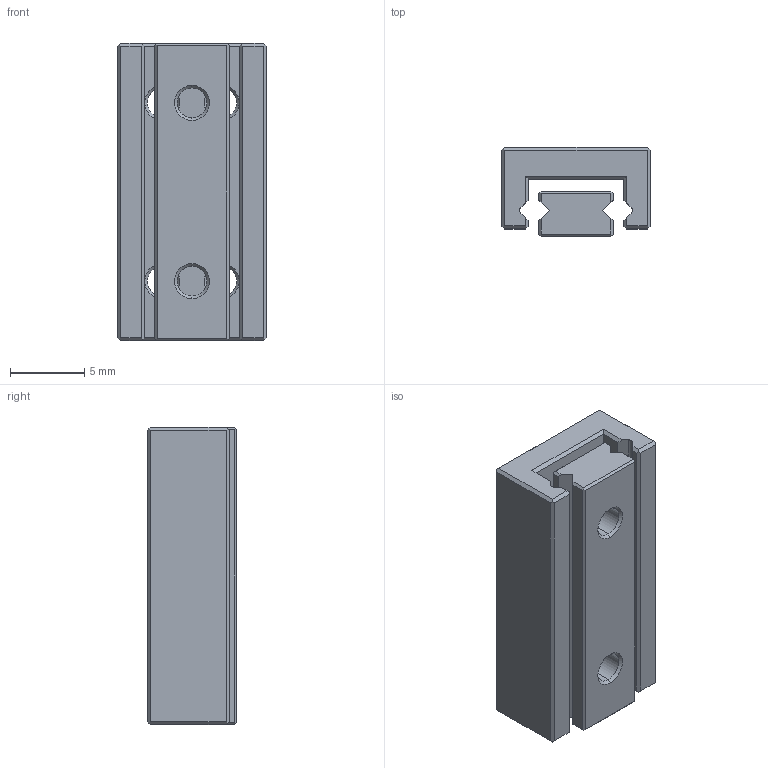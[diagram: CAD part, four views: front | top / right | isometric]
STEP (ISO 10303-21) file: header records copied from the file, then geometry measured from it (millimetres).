
FILE_DESCRIPTION (( 'STEP AP214' ), '1' );
FILE_NAME ('PMM 1-20.STEP', '2012-03-02T10:38:25', ( '' ), ( '' ), 'SwSTEP 2.0', 'SolidWorks 2011', '' );
FILE_SCHEMA (( 'AUTOMOTIVE_DESIGN' ));
Length unit declared in the file: millimetre
Products named in the file (1): PMM 1-20
Bounding box: 10 x 6 x 20 mm (x, y, z)
Volume: 878.5 mm3; surface area: 1231.5 mm2
Topology: 2 solids, 2 shells, 256 faces, 696 edges, 460 vertices
Faces by surface type: plane 174, bspline 43, cone 24, cylinder 15
Entity records: 11893 total; most frequent: CARTESIAN_POINT 4024, ORIENTED_EDGE 1392, DIRECTION 1108, EDGE_CURVE 696, LINE 540, VECTOR 540, VERTEX_POINT 460, EDGE_LOOP 284
